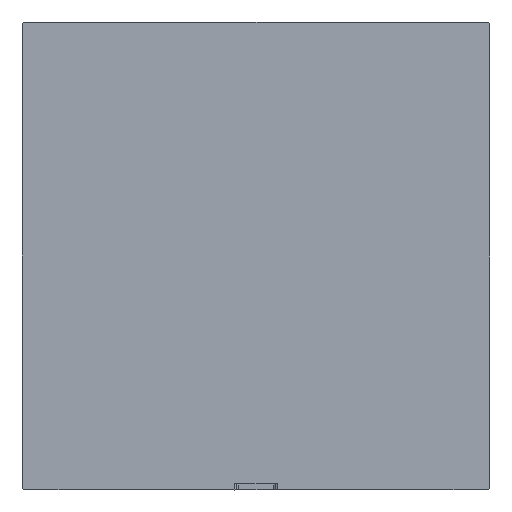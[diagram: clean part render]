
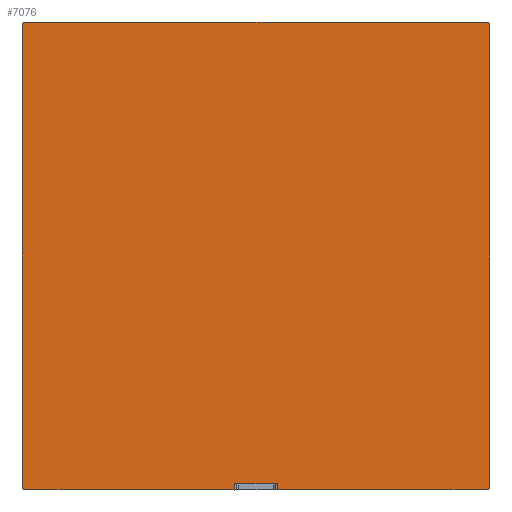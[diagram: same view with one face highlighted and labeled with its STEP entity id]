
A CAD part, left-side view. The second image highlights one B-rep face of the part: STEP entity #7076.
In plain terms, the highlighted face is planar.
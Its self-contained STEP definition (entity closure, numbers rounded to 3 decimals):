
#5386=CARTESIAN_POINT(' ',(-60.55,59.55,0.));
#5387=VERTEX_POINT(' ',#5386);
#5401=CARTESIAN_POINT(' ',(-60.55,-59.55,0.));
#5406=DIRECTION(' ',(0.,1.,0.));
#5411=VECTOR(' ',#5406,1.);
#5416=LINE('',#5401,#5411);
#5421=CARTESIAN_POINT(' ',(-60.55,-59.55,0.));
#5422=VERTEX_POINT(' ',#5421);
#5426=EDGE_CURVE(' ',#5422,#5387,#5416,.T.);
#5716=CARTESIAN_POINT(' ',(-59.55,-60.55,0.));
#5717=VERTEX_POINT(' ',#5716);
#5731=CARTESIAN_POINT(' ',(-59.55,-60.55,0.));
#5736=DIRECTION(' ',(1.,0.,0.));
#5741=VECTOR(' ',#5736,1.);
#5746=LINE('',#5731,#5741);
#5751=CARTESIAN_POINT(' ',(59.55,-60.55,0.));
#5752=VERTEX_POINT(' ',#5751);
#5756=EDGE_CURVE(' ',#5717,#5752,#5746,.T.);
#6031=CARTESIAN_POINT(' ',(60.55,59.55,0.));
#6036=DIRECTION(' ',(0.,-1.,0.));
#6041=VECTOR(' ',#6036,1.);
#6046=LINE('',#6031,#6041);
#6051=CARTESIAN_POINT(' ',(60.55,59.55,0.));
#6052=VERTEX_POINT(' ',#6051);
#6056=CARTESIAN_POINT(' ',(60.55,5.5,0.));
#6057=VERTEX_POINT(' ',#6056);
#6061=EDGE_CURVE(' ',#6052,#6057,#6046,.T.);
#6126=CARTESIAN_POINT(' ',(60.55,-59.55,0.));
#6127=VERTEX_POINT(' ',#6126);
#6141=CARTESIAN_POINT(' ',(60.55,-5.5,0.));
#6146=DIRECTION(' ',(0.,-1.,0.));
#6151=VECTOR(' ',#6146,1.);
#6156=LINE('',#6141,#6151);
#6161=CARTESIAN_POINT(' ',(60.55,-5.5,0.));
#6162=VERTEX_POINT(' ',#6161);
#6166=EDGE_CURVE(' ',#6162,#6127,#6156,.T.);
#6621=CARTESIAN_POINT(' ',(59.55,60.55,0.));
#6622=VERTEX_POINT(' ',#6621);
#6636=CARTESIAN_POINT(' ',(-59.55,60.55,0.));
#6641=DIRECTION(' ',(1.,0.,0.));
#6646=VECTOR(' ',#6641,1.);
#6651=LINE('',#6636,#6646);
#6656=CARTESIAN_POINT(' ',(-59.55,60.55,0.));
#6657=VERTEX_POINT(' ',#6656);
#6661=EDGE_CURVE(' ',#6657,#6622,#6651,.T.);
#6746=CARTESIAN_POINT(' ',(-59.55,59.55,0.));
#6751=DIRECTION(' ',(0.,0.,1.));
#6756=DIRECTION(' ',(0.,1.,0.));
#6761=AXIS2_PLACEMENT_3D(' ',#6746,#6751,#6756);
#6766=CIRCLE('',#6761,1.);
#6771=EDGE_CURVE(' ',#6657,#5387,#6766,.T.);
#6806=DIRECTION(' ',(0.,0.,-1.));
#6811=CARTESIAN_POINT(' ',(60.55,-60.55,0.));
#6816=DIRECTION(' ',(-1.,0.,0.));
#6821=AXIS2_PLACEMENT_3D(' ',#6811,#6806,#6816);
#6826=PLANE('',#6821);
#6831=CARTESIAN_POINT(' ',(58.974,5.5,0.));
#6836=DIRECTION(' ',(0.,-1.,0.));
#6841=VECTOR(' ',#6836,1.);
#6846=LINE('',#6831,#6841);
#6851=CARTESIAN_POINT(' ',(58.974,5.5,0.));
#6852=VERTEX_POINT(' ',#6851);
#6856=CARTESIAN_POINT(' ',(58.974,-5.5,0.));
#6857=VERTEX_POINT(' ',#6856);
#6861=EDGE_CURVE(' ',#6852,#6857,#6846,.T.);
#6866=ORIENTED_EDGE(' ',*,*,#6861,.T.);
#6871=CARTESIAN_POINT(' ',(60.55,-5.5,0.));
#6876=DIRECTION(' ',(-1.,0.,0.));
#6881=VECTOR(' ',#6876,1.);
#6886=LINE('',#6871,#6881);
#6891=EDGE_CURVE(' ',#6162,#6857,#6886,.T.);
#6896=ORIENTED_EDGE(' ',*,*,#6891,.F.);
#6901=ORIENTED_EDGE(' ',*,*,#6166,.T.);
#6906=CARTESIAN_POINT(' ',(59.55,-59.55,0.));
#6911=DIRECTION(' ',(0.,0.,1.));
#6916=DIRECTION(' ',(0.,-1.,0.));
#6921=AXIS2_PLACEMENT_3D(' ',#6906,#6911,#6916);
#6926=CIRCLE('',#6921,1.);
#6931=EDGE_CURVE(' ',#5752,#6127,#6926,.T.);
#6936=ORIENTED_EDGE(' ',*,*,#6931,.F.);
#6941=ORIENTED_EDGE(' ',*,*,#5756,.F.);
#6946=CARTESIAN_POINT(' ',(-59.55,-59.55,0.));
#6951=DIRECTION(' ',(0.,0.,1.));
#6956=DIRECTION(' ',(-1.,0.,0.));
#6961=AXIS2_PLACEMENT_3D(' ',#6946,#6951,#6956);
#6966=CIRCLE('',#6961,1.);
#6971=EDGE_CURVE(' ',#5422,#5717,#6966,.T.);
#6976=ORIENTED_EDGE(' ',*,*,#6971,.F.);
#6981=ORIENTED_EDGE(' ',*,*,#5426,.T.);
#6986=ORIENTED_EDGE(' ',*,*,#6771,.F.);
#6991=ORIENTED_EDGE(' ',*,*,#6661,.T.);
#6996=CARTESIAN_POINT(' ',(59.55,59.55,0.));
#7001=DIRECTION(' ',(0.,0.,1.));
#7006=DIRECTION(' ',(1.,0.,0.));
#7011=AXIS2_PLACEMENT_3D(' ',#6996,#7001,#7006);
#7016=CIRCLE('',#7011,1.);
#7021=EDGE_CURVE(' ',#6052,#6622,#7016,.T.);
#7026=ORIENTED_EDGE(' ',*,*,#7021,.F.);
#7031=ORIENTED_EDGE(' ',*,*,#6061,.T.);
#7036=CARTESIAN_POINT(' ',(60.55,5.5,0.));
#7041=DIRECTION(' ',(-1.,0.,0.));
#7046=VECTOR(' ',#7041,1.);
#7051=LINE('',#7036,#7046);
#7056=EDGE_CURVE(' ',#6057,#6852,#7051,.T.);
#7061=ORIENTED_EDGE(' ',*,*,#7056,.T.);
#7066=EDGE_LOOP(' ',(#6866,#6896,#6901,#6936,#6941,#6976,#6981,#6986,#6991,#7026,#7031,#7061));
#7071=FACE_OUTER_BOUND(' ',#7066,.T.);
#7076=ADVANCED_FACE('',(#7071),#6826,.T.);
